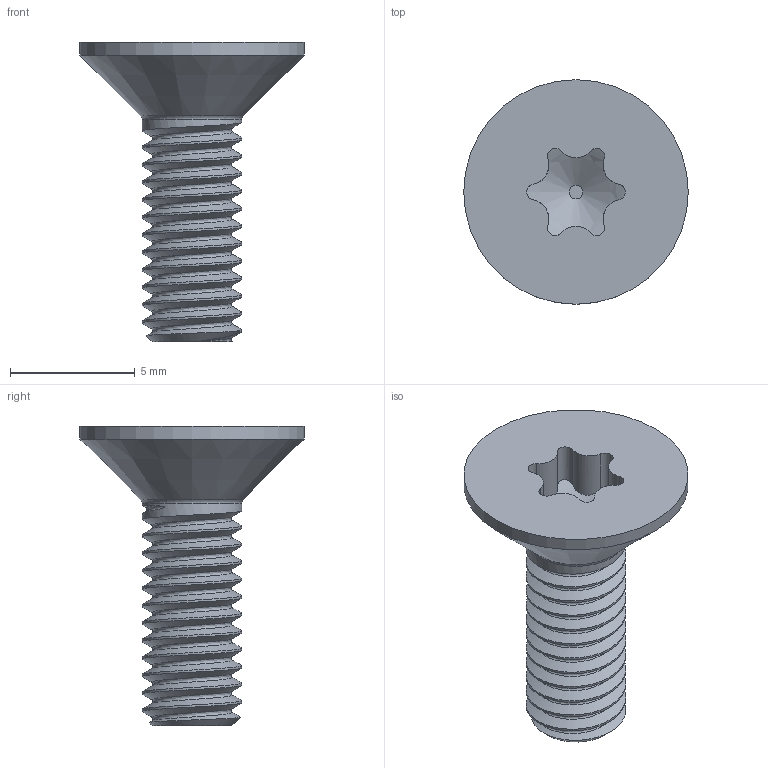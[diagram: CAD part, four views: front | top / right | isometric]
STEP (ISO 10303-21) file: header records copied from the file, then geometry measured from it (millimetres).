
FILE_DESCRIPTION(('FreeCAD Model'),'2;1');
FILE_NAME('Open CASCADE Shape Model','2024-10-20T10:41:02',(''),(''), 'Open CASCADE STEP processor 7.6','FreeCAD','Unknown');
FILE_SCHEMA(('AUTOMOTIVE_DESIGN { 1 0 10303 214 1 1 1 1 }'));
Length unit declared in the file: millimetre
Products named in the file (1): M4x12-Screw
Bounding box: 9 x 9 x 12 mm (x, y, z)
Volume: 192.4 mm3; surface area: 349.4 mm2
Topology: 1 solids, 1 shells, 77 faces, 167 edges, 93 vertices
Faces by surface type: bspline 41, cylinder 26, cone 5, plane 4, revolution 1
Full cylindrical faces by diameter (mm): 4 x12, 9 x1
Entity records: 13868 total; most frequent: CARTESIAN_POINT 11058, ORIENTED_EDGE 334, PCURVE 334, DEFINITIONAL_REPRESENTATION 334, DIRECTION 322, B_SPLINE_CURVE_WITH_KNOTS 250, LINE 184, VECTOR 184
